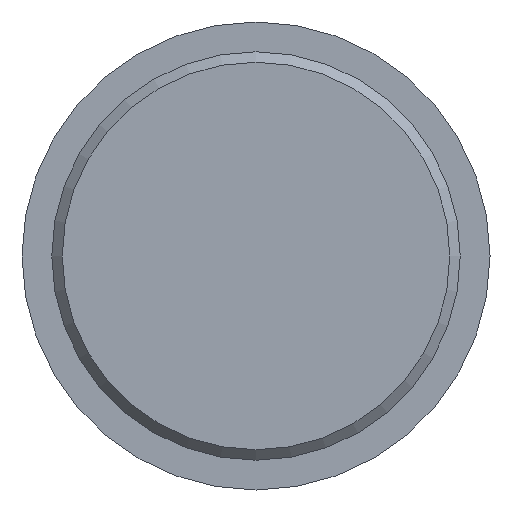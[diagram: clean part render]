
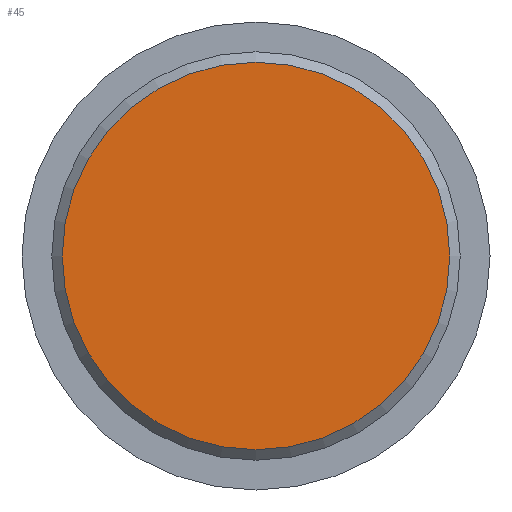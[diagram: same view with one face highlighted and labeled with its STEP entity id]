
A CAD part, front view. The second image highlights one B-rep face of the part: STEP entity #45.
In plain terms, the highlighted planar face has unit normal (0, -1, 0).
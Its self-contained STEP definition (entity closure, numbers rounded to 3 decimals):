
#45 = ADVANCED_FACE( '', ( #104 ), #105, .F. );
#104 = FACE_OUTER_BOUND( '', #181, .T. );
#105 = PLANE( '', #182 );
#181 = EDGE_LOOP( '', ( #252 ) );
#182 = AXIS2_PLACEMENT_3D( '', #253, #254, #255 );
#252 = ORIENTED_EDGE( '', *, *, #410, .T. );
#253 = CARTESIAN_POINT( '', ( 22.773, -16., 0. ) );
#254 = DIRECTION( '', ( 0., 1., 0. ) );
#255 = DIRECTION( '', ( 0., 0., 1. ) );
#410 = EDGE_CURVE( '', #468, #468, #469, .T. );
#468 = VERTEX_POINT( '', #551 );
#469 = CIRCLE( '', #552, 22.773 );
#551 = CARTESIAN_POINT( '', ( 0., -16., -22.773 ) );
#552 = AXIS2_PLACEMENT_3D( '', #717, #718, #719 );
#717 = CARTESIAN_POINT( '', ( 0., -16., 0. ) );
#718 = DIRECTION( '', ( 0., -1., 0. ) );
#719 = DIRECTION( '', ( 0., 0., -1. ) );
